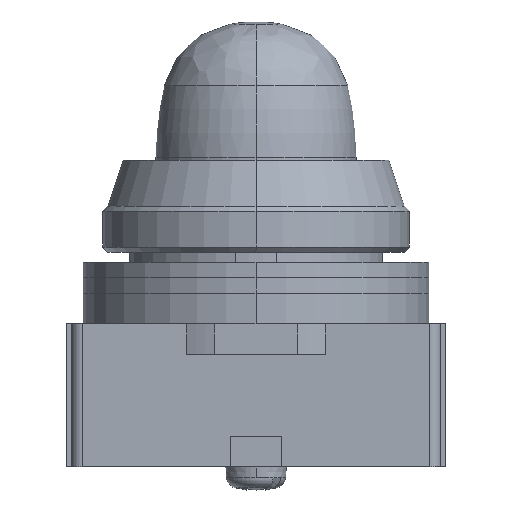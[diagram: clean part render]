
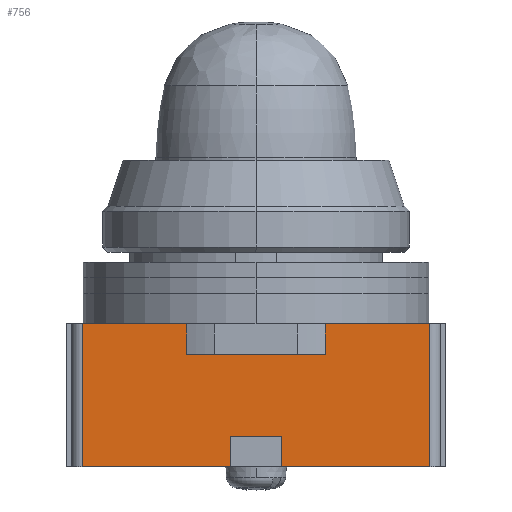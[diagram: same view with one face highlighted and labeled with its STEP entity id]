
A CAD part, left-side view. The second image highlights one B-rep face of the part: STEP entity #756.
In plain terms, the highlighted planar face has unit normal (-1, 0, 0).
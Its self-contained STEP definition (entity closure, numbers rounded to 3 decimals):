
#123 = CARTESIAN_POINT ( 'NONE',  ( -15.6, 0., 14. ) ) ;
#180 = CARTESIAN_POINT ( 'NONE',  ( -15.6, 2.5, 0. ) ) ;
#186 = EDGE_CURVE ( 'NONE', #659, #2330, #3684, .T. ) ;
#214 = CARTESIAN_POINT ( 'NONE',  ( -15.6, 2.5, 7. ) ) ;
#247 = ORIENTED_EDGE ( 'NONE', *, *, #186, .F. ) ;
#253 = VECTOR ( 'NONE', #1947, 1000. ) ;
#267 = VECTOR ( 'NONE', #1066, 1000. ) ;
#342 = VECTOR ( 'NONE', #4865, 1000. ) ;
#512 = CARTESIAN_POINT ( 'NONE',  ( -15.6, 6.756, 7. ) ) ;
#537 = ORIENTED_EDGE ( 'NONE', *, *, #3653, .F. ) ;
#546 = VERTEX_POINT ( 'NONE', #3672 ) ;
#659 = VERTEX_POINT ( 'NONE', #2897 ) ;
#714 = DIRECTION ( 'NONE',  ( 0., 1., 0. ) ) ;
#736 = DIRECTION ( 'NONE',  ( 0., 1., 0. ) ) ;
#756 = ADVANCED_FACE ( 'NONE', ( #5566 ), #1418, .F. ) ;
#840 = ORIENTED_EDGE ( 'NONE', *, *, #3327, .F. ) ;
#882 = VERTEX_POINT ( 'NONE', #1538 ) ;
#976 = DIRECTION ( 'NONE',  ( 0., 0., -1. ) ) ;
#1004 = CARTESIAN_POINT ( 'NONE',  ( -15.6, -2.5, 7. ) ) ;
#1066 = DIRECTION ( 'NONE',  ( 0., -1., 0. ) ) ;
#1169 = LINE ( 'NONE', #3018, #342 ) ;
#1203 = DIRECTION ( 'NONE',  ( 0., 0., 1. ) ) ;
#1335 = LINE ( 'NONE', #3187, #4980 ) ;
#1383 = DIRECTION ( 'NONE',  ( 0., 0., -1. ) ) ;
#1386 = AXIS2_PLACEMENT_3D ( 'NONE', #3274, #5120, #976 ) ;
#1418 = PLANE ( 'NONE',  #1386 ) ;
#1538 = CARTESIAN_POINT ( 'NONE',  ( -15.6, -2.5, 3. ) ) ;
#1642 = LINE ( 'NONE', #3491, #267 ) ;
#1768 = CARTESIAN_POINT ( 'NONE',  ( -15.6, 0., 3. ) ) ;
#1806 = ORIENTED_EDGE ( 'NONE', *, *, #4812, .F. ) ;
#1832 = ORIENTED_EDGE ( 'NONE', *, *, #4699, .F. ) ;
#1947 = DIRECTION ( 'NONE',  ( 0., -1., 0. ) ) ;
#1963 = VERTEX_POINT ( 'NONE', #4734 ) ;
#2032 = CARTESIAN_POINT ( 'NONE',  ( -15.6, 17., 0. ) ) ;
#2038 = DIRECTION ( 'NONE',  ( 0., 0., -1. ) ) ;
#2039 = VERTEX_POINT ( 'NONE', #2482 ) ;
#2055 = VERTEX_POINT ( 'NONE', #5272 ) ;
#2078 = VECTOR ( 'NONE', #1203, 1000. ) ;
#2132 = CARTESIAN_POINT ( 'NONE',  ( -15.6, -6.756, 14. ) ) ;
#2330 = VERTEX_POINT ( 'NONE', #3317 ) ;
#2340 = DIRECTION ( 'NONE',  ( 0., 0., -1. ) ) ;
#2420 = VERTEX_POINT ( 'NONE', #180 ) ;
#2482 = CARTESIAN_POINT ( 'NONE',  ( -15.6, 6.756, 11. ) ) ;
#2506 = EDGE_CURVE ( 'NONE', #2039, #4419, #1169, .T. ) ;
#2569 = VECTOR ( 'NONE', #714, 1000. ) ;
#2613 = ORIENTED_EDGE ( 'NONE', *, *, #2506, .F. ) ;
#2768 = ORIENTED_EDGE ( 'NONE', *, *, #5178, .F. ) ;
#2786 = CARTESIAN_POINT ( 'NONE',  ( -15.6, -6.756, 11. ) ) ;
#2849 = DIRECTION ( 'NONE',  ( 0., 0., 1. ) ) ;
#2895 = ORIENTED_EDGE ( 'NONE', *, *, #3076, .F. ) ;
#2897 = CARTESIAN_POINT ( 'NONE',  ( -15.6, -17., 14. ) ) ;
#3013 = LINE ( 'NONE', #4861, #2569 ) ;
#3018 = CARTESIAN_POINT ( 'NONE',  ( -15.6, 0., 11. ) ) ;
#3029 = LINE ( 'NONE', #4876, #5756 ) ;
#3049 = VECTOR ( 'NONE', #2038, 1000. ) ;
#3076 = EDGE_CURVE ( 'NONE', #5090, #5156, #1335, .T. ) ;
#3152 = VECTOR ( 'NONE', #2340, 1000. ) ;
#3184 = EDGE_CURVE ( 'NONE', #2055, #882, #5146, .T. ) ;
#3187 = CARTESIAN_POINT ( 'NONE',  ( -15.6, 17., 7. ) ) ;
#3274 = CARTESIAN_POINT ( 'NONE',  ( -15.6, -17., 14. ) ) ;
#3317 = CARTESIAN_POINT ( 'NONE',  ( -15.6, -17., 0. ) ) ;
#3327 = EDGE_CURVE ( 'NONE', #1963, #2420, #4350, .T. ) ;
#3491 = CARTESIAN_POINT ( 'NONE',  ( -15.6, 0., 14. ) ) ;
#3499 = LINE ( 'NONE', #5347, #2078 ) ;
#3622 = DIRECTION ( 'NONE',  ( 0., 1., 0. ) ) ;
#3623 = VECTOR ( 'NONE', #2849, 1000. ) ;
#3653 = EDGE_CURVE ( 'NONE', #546, #2039, #4655, .T. ) ;
#3672 = CARTESIAN_POINT ( 'NONE',  ( -15.6, 6.756, 14. ) ) ;
#3684 = LINE ( 'NONE', #5530, #4283 ) ;
#3725 = EDGE_CURVE ( 'NONE', #5156, #546, #4256, .T. ) ;
#3796 = EDGE_CURVE ( 'NONE', #2330, #2055, #3013, .T. ) ;
#3827 = VECTOR ( 'NONE', #3622, 1000. ) ;
#3903 = ORIENTED_EDGE ( 'NONE', *, *, #3184, .F. ) ;
#4163 = EDGE_CURVE ( 'NONE', #2420, #5090, #3029, .T. ) ;
#4256 = LINE ( 'NONE', #123, #253 ) ;
#4283 = VECTOR ( 'NONE', #1383, 1000. ) ;
#4350 = LINE ( 'NONE', #214, #3049 ) ;
#4373 = ORIENTED_EDGE ( 'NONE', *, *, #4163, .F. ) ;
#4380 = ORIENTED_EDGE ( 'NONE', *, *, #3725, .F. ) ;
#4419 = VERTEX_POINT ( 'NONE', #2786 ) ;
#4655 = LINE ( 'NONE', #512, #3152 ) ;
#4699 = EDGE_CURVE ( 'NONE', #4419, #5334, #3499, .T. ) ;
#4734 = CARTESIAN_POINT ( 'NONE',  ( -15.6, 2.5, 3. ) ) ;
#4812 = EDGE_CURVE ( 'NONE', #882, #1963, #5921, .T. ) ;
#4861 = CARTESIAN_POINT ( 'NONE',  ( -15.6, 0., 0. ) ) ;
#4865 = DIRECTION ( 'NONE',  ( 0., -1., 0. ) ) ;
#4876 = CARTESIAN_POINT ( 'NONE',  ( -15.6, 0., 0. ) ) ;
#4980 = VECTOR ( 'NONE', #5030, 1000. ) ;
#5030 = DIRECTION ( 'NONE',  ( 0., 0., 1. ) ) ;
#5090 = VERTEX_POINT ( 'NONE', #2032 ) ;
#5120 = DIRECTION ( 'NONE',  ( 1., 0., 0. ) ) ;
#5146 = LINE ( 'NONE', #1004, #3623 ) ;
#5156 = VERTEX_POINT ( 'NONE', #5798 ) ;
#5178 = EDGE_CURVE ( 'NONE', #5334, #659, #1642, .T. ) ;
#5272 = CARTESIAN_POINT ( 'NONE',  ( -15.6, -2.5, 0. ) ) ;
#5334 = VERTEX_POINT ( 'NONE', #2132 ) ;
#5347 = CARTESIAN_POINT ( 'NONE',  ( -15.6, -6.756, 7. ) ) ;
#5433 = EDGE_LOOP ( 'NONE', ( #840, #1806, #3903, #5662, #247, #2768, #1832, #2613, #537, #4380, #2895, #4373 ) ) ;
#5530 = CARTESIAN_POINT ( 'NONE',  ( -15.6, -17., 7. ) ) ;
#5566 = FACE_OUTER_BOUND ( 'NONE', #5433, .T. ) ;
#5662 = ORIENTED_EDGE ( 'NONE', *, *, #3796, .F. ) ;
#5756 = VECTOR ( 'NONE', #736, 1000. ) ;
#5798 = CARTESIAN_POINT ( 'NONE',  ( -15.6, 17., 14. ) ) ;
#5921 = LINE ( 'NONE', #1768, #3827 ) ;
